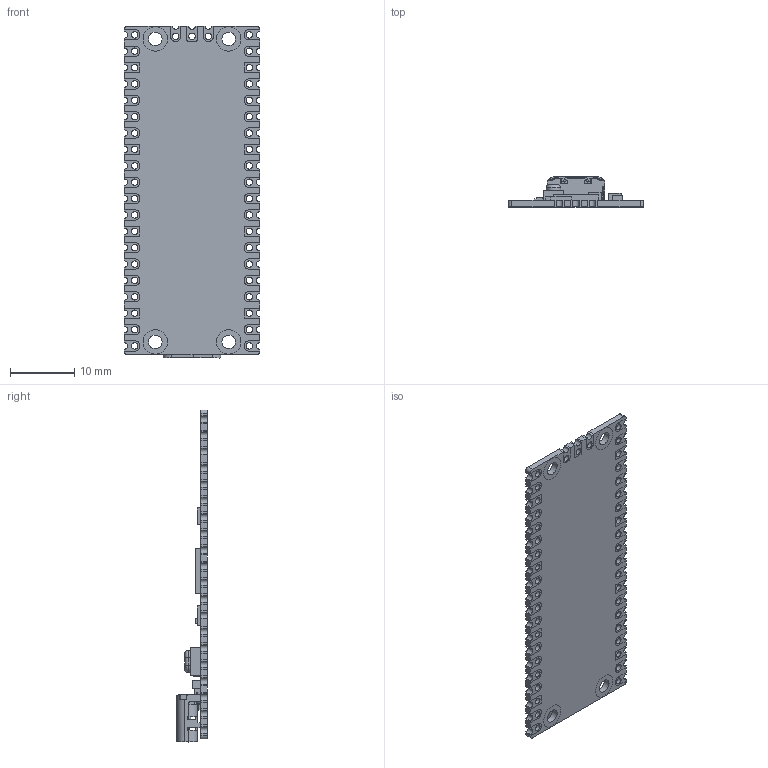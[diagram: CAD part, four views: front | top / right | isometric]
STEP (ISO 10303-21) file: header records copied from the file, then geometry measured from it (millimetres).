
FILE_DESCRIPTION(/* description */ (''),/* implementation_level */ '2;1');
FILE_NAME(/* name */ 'Pico-R3 v4.step',/* time_stamp */ '2023-07-03T22:50:30+02:00',/* author */ (''),/* organization */ (''),/* preprocessor_version */ 'ST-DEVELOPER v19.2',/* originating_system */ 'Autodesk Translation Framework v12.6.0.85',/* authorisation */ '');
FILE_SCHEMA (('AUTOMOTIVE_DESIGN { 1 0 10303 214 3 1 1 }'));
Length unit declared in the file: millimetre
Products named in the file (16): Pico-R3; PICO_assm_140121.STEP; PICO_REF_BOARD.STEP; PICO_REF_SWITCH.STEP; PICO_REF_MICROCONTROLLER.STEP; PICO_REF_LED.STEP; PICO_REF_ONSEMI.STEP; PICO_BOURNS.STEP; PICO_MURATA.STEP; PICO_RICHTEK.STEP; PICO_DIODES.STEP; PICO_AEL.STEP; PICO_WINBOND.STEP; USB4105-15-A-120; USB4105-15-A-120_PART2; USB4105-15-A-120_PART1
Assembly tree (16 placements, depth 4):
  Pico-R3
    PICO_assm_140121.STEP
      PICO_REF_BOARD.STEP
      PICO_REF_SWITCH.STEP
      PICO_REF_MICROCONTROLLER.STEP
      PICO_REF_LED.STEP
      PICO_REF_ONSEMI.STEP
      PICO_BOURNS.STEP
      PICO_MURATA.STEP  x2
      PICO_RICHTEK.STEP
      PICO_DIODES.STEP
      PICO_AEL.STEP
      PICO_WINBOND.STEP
      USB4105-15-A-120
        USB4105-15-A-120_PART2
        USB4105-15-A-120_PART1
Bounding box: 21 x 4.76 x 51.5 mm (x, y, z)
Volume: 1222.5 mm3; surface area: 3147.6 mm2
Topology: 14 solids, 14 shells, 1238 faces, 3598 edges, 2393 vertices
Faces by surface type: plane 929, cylinder 258, cone 42, bspline 7, torus 2
Full cylindrical faces by diameter (mm): 0.5 x2, 1 x43, 2.1 x4
Entity records: 42685 total; most frequent: CARTESIAN_POINT 8505, ORIENTED_EDGE 7172, DIRECTION 6756, EDGE_CURVE 3586, LINE 2736, VECTOR 2736, VERTEX_POINT 2385, AXIS2_PLACEMENT_3D 2010
